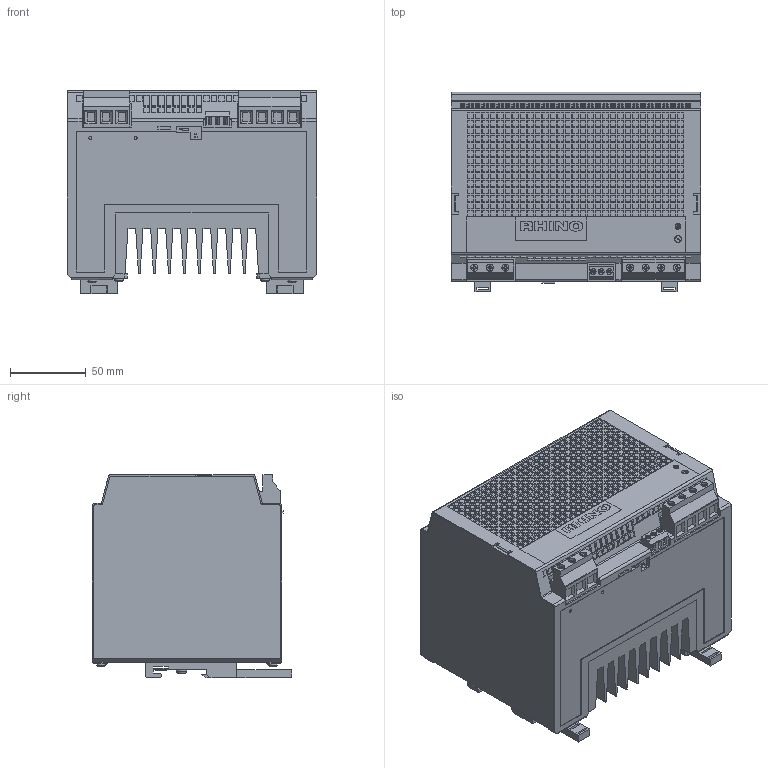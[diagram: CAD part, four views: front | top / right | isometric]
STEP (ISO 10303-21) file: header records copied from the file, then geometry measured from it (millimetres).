
FILE_DESCRIPTION (( 'STEP AP203' ), '1' );
FILE_NAME ('PSM24-600S.STEP', '2011-10-12T20:06:50', ( '.adc' ), ( '' ), 'SwSTEP 2.0', 'SolidWorks 2011', '' );
FILE_SCHEMA (( 'CONFIG_CONTROL_DESIGN' ));
Length unit declared in the file: inch
Products named in the file (1): PSM24-600S
Bounding box: 164.85 x 131.6 x 134.15 mm (x, y, z)
Volume: 2230669.1 mm3; surface area: 200072.9 mm2
Topology: 1 solids, 1 shells, 5451 faces, 13428 edges, 8935 vertices
Faces by surface type: plane 5237, cylinder 125, cone 46, torus 22, bspline 21
Entity records: 159449 total; most frequent: CARTESIAN_POINT 29778, ORIENTED_EDGE 26856, DIRECTION 24538, EDGE_CURVE 13428, LINE 12812, VECTOR 12812, VERTEX_POINT 8935, EDGE_LOOP 6423
